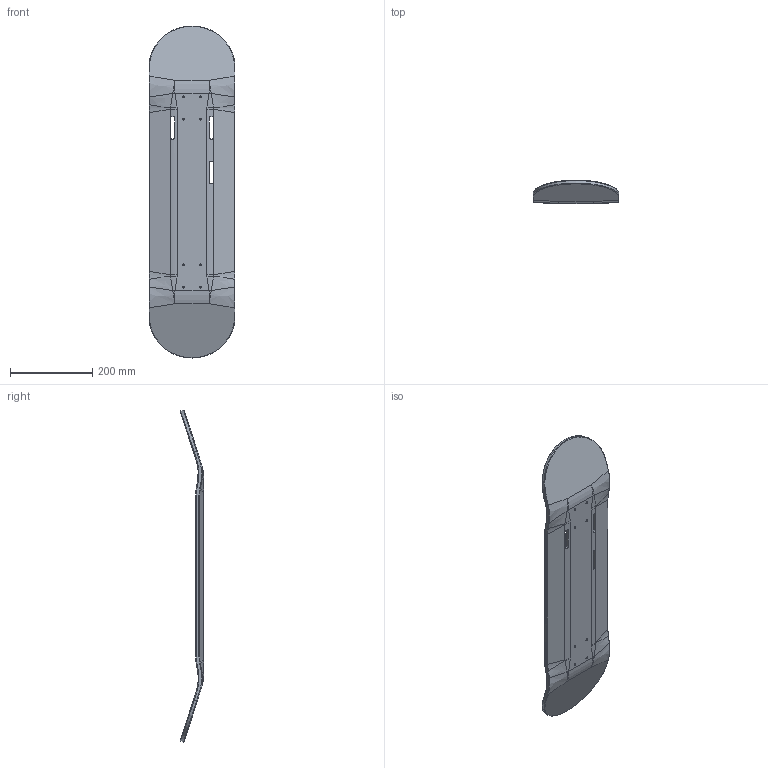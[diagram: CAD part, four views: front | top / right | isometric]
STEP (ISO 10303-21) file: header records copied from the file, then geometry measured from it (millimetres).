
FILE_DESCRIPTION(/* description */ (''),/* implementation_level */ '2;1');
FILE_NAME(/* name */ 'bruiser.stp',/* time_stamp */ '2024-06-13T00:50:16-07:00',/* author */ ('devan'),/* organization */ (''),/* preprocessor_version */ 'ST-DEVELOPER v20',/* originating_system */ 'Autodesk Inventor 2024',/* authorisation */ '');
FILE_SCHEMA (('AUTOMOTIVE_DESIGN { 1 0 10303 214 3 1 1 }'));
Length unit declared in the file: inch
Products named in the file (1): 32
Bounding box: 209.55 x 56.68 x 809.27 mm (x, y, z)
Volume: 1577740.1 mm3; surface area: 346159.1 mm2
Topology: 1 solids, 2 shells, 163 faces, 371 edges, 217 vertices
Faces by surface type: bspline 64, cylinder 45, plane 34, sphere 8, cone 8, torus 4
Full cylindrical faces by diameter (mm): 4.5 x3, 5 x8, 5.8 x3
Entity records: 5767 total; most frequent: CARTESIAN_POINT 2376, ORIENTED_EDGE 742, DIRECTION 586, EDGE_CURVE 371, AXIS2_PLACEMENT_3D 239, VERTEX_POINT 217, EDGE_LOOP 190, FACE_OUTER_BOUND 163
